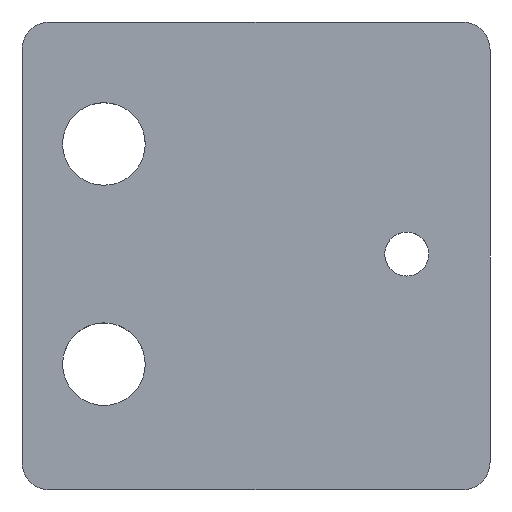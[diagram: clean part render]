
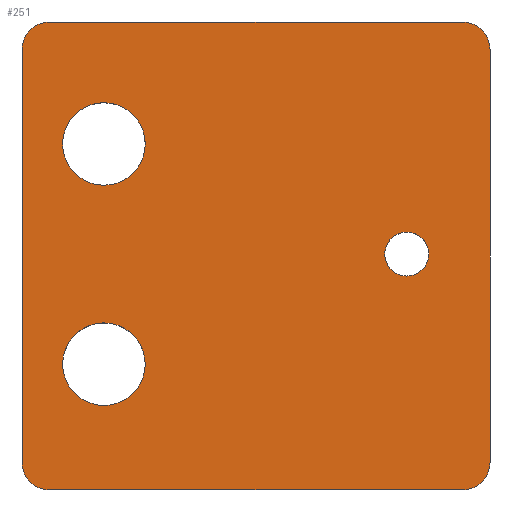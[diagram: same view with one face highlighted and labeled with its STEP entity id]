
A CAD part, top view. The second image highlights one B-rep face of the part: STEP entity #251.
In plain terms, the highlighted planar face has unit normal (0, 0, 1).
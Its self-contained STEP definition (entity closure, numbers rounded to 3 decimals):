
#18=FACE_BOUND('',#60,.T.);
#19=FACE_BOUND('',#61,.T.);
#20=FACE_BOUND('',#62,.T.);
#30=PLANE('',#298);
#43=FACE_OUTER_BOUND('',#59,.T.);
#59=EDGE_LOOP('',(#225,#226,#227,#228,#229,#230,#231,#232));
#60=EDGE_LOOP('',(#233));
#61=EDGE_LOOP('',(#234));
#62=EDGE_LOOP('',(#235));
#68=LINE('',#400,#87);
#73=LINE('',#413,#92);
#77=LINE('',#425,#96);
#81=LINE('',#437,#100);
#87=VECTOR('',#326,10.);
#92=VECTOR('',#339,10.);
#96=VECTOR('',#351,10.);
#100=VECTOR('',#363,10.);
#101=CIRCLE('',#273,3.);
#103=CIRCLE('',#276,1.6);
#105=CIRCLE('',#279,3.);
#108=CIRCLE('',#284,2.);
#110=CIRCLE('',#288,2.);
#112=CIRCLE('',#292,2.);
#114=CIRCLE('',#296,2.);
#115=VERTEX_POINT('',#376);
#117=VERTEX_POINT('',#382);
#119=VERTEX_POINT('',#388);
#123=VERTEX_POINT('',#397);
#124=VERTEX_POINT('',#399);
#126=VERTEX_POINT('',#405);
#128=VERTEX_POINT('',#411);
#130=VERTEX_POINT('',#417);
#132=VERTEX_POINT('',#423);
#134=VERTEX_POINT('',#429);
#136=VERTEX_POINT('',#435);
#137=EDGE_CURVE('',#115,#115,#101,.T.);
#140=EDGE_CURVE('',#117,#117,#103,.T.);
#143=EDGE_CURVE('',#119,#119,#105,.T.);
#148=EDGE_CURVE('',#124,#123,#68,.T.);
#152=EDGE_CURVE('',#123,#126,#108,.T.);
#155=EDGE_CURVE('',#126,#128,#73,.T.);
#158=EDGE_CURVE('',#128,#130,#110,.T.);
#161=EDGE_CURVE('',#130,#132,#77,.T.);
#164=EDGE_CURVE('',#132,#134,#112,.T.);
#167=EDGE_CURVE('',#134,#136,#81,.T.);
#169=EDGE_CURVE('',#136,#124,#114,.T.);
#225=ORIENTED_EDGE('',*,*,#148,.T.);
#226=ORIENTED_EDGE('',*,*,#152,.T.);
#227=ORIENTED_EDGE('',*,*,#155,.T.);
#228=ORIENTED_EDGE('',*,*,#158,.T.);
#229=ORIENTED_EDGE('',*,*,#161,.T.);
#230=ORIENTED_EDGE('',*,*,#164,.T.);
#231=ORIENTED_EDGE('',*,*,#167,.T.);
#232=ORIENTED_EDGE('',*,*,#169,.T.);
#233=ORIENTED_EDGE('',*,*,#137,.T.);
#234=ORIENTED_EDGE('',*,*,#140,.T.);
#235=ORIENTED_EDGE('',*,*,#143,.T.);
#251=ADVANCED_FACE('',(#43,#18,#19,#20),#30,.T.);
#273=AXIS2_PLACEMENT_3D('',#377,#303,#304);
#276=AXIS2_PLACEMENT_3D('',#383,#310,#311);
#279=AXIS2_PLACEMENT_3D('',#389,#317,#318);
#284=AXIS2_PLACEMENT_3D('',#407,#333,#334);
#288=AXIS2_PLACEMENT_3D('',#419,#345,#346);
#292=AXIS2_PLACEMENT_3D('',#431,#357,#358);
#296=AXIS2_PLACEMENT_3D('',#440,#368,#369);
#298=AXIS2_PLACEMENT_3D('',#442,#372,#373);
#303=DIRECTION('center_axis',(0.,0.,
-1.));
#304=DIRECTION('ref_axis',(-1.,0.,0.));
#310=DIRECTION('center_axis',(0.,0.,
-1.));
#311=DIRECTION('ref_axis',(-1.,0.,0.));
#317=DIRECTION('center_axis',(0.,0.,
-1.));
#318=DIRECTION('ref_axis',(-1.,0.,0.));
#326=DIRECTION('',(0.,-1.,0.));
#333=DIRECTION('center_axis',(0.,0.,
1.));
#334=DIRECTION('ref_axis',(-1.,0.,0.));
#339=DIRECTION('',(1.,0.,0.));
#345=DIRECTION('center_axis',(0.,0.,
1.));
#346=DIRECTION('ref_axis',(0.,-1.,0.));
#351=DIRECTION('',(0.,1.,0.));
#357=DIRECTION('center_axis',(0.,0.,
1.));
#358=DIRECTION('ref_axis',(1.,0.,0.));
#363=DIRECTION('',(-1.,0.,0.));
#368=DIRECTION('center_axis',(0.,0.,
1.));
#369=DIRECTION('ref_axis',(0.,1.,0.));
#372=DIRECTION('center_axis',(0.,0.,
1.));
#373=DIRECTION('ref_axis',(1.,0.,0.));
#376=CARTESIAN_POINT('',(-7.85,8.,4.9));
#377=CARTESIAN_POINT('Origin',(-10.85,8.,4.9));
#382=CARTESIAN_POINT('',(12.75,0.,4.9));
#383=CARTESIAN_POINT('Origin',(11.15,0.,4.9));
#388=CARTESIAN_POINT('',(-7.85,-8.,4.9));
#389=CARTESIAN_POINT('Origin',(-10.85,-8.,4.9));
#397=CARTESIAN_POINT('',(-16.8,-15.14,4.9));
#399=CARTESIAN_POINT('',(-16.8,14.86,4.9));
#400=CARTESIAN_POINT('',(-16.8,14.86,4.9));
#405=CARTESIAN_POINT('',(-14.8,-17.14,4.9));
#407=CARTESIAN_POINT('Origin',(-14.8,-15.14,4.9));
#411=CARTESIAN_POINT('',(15.2,-17.14,4.9));
#413=CARTESIAN_POINT('',(-14.8,-17.14,4.9));
#417=CARTESIAN_POINT('',(17.2,-15.14,4.9));
#419=CARTESIAN_POINT('Origin',(15.2,-15.14,4.9));
#423=CARTESIAN_POINT('',(17.2,14.86,4.9));
#425=CARTESIAN_POINT('',(17.2,-15.14,4.9));
#429=CARTESIAN_POINT('',(15.2,16.86,4.9));
#431=CARTESIAN_POINT('Origin',(15.2,14.86,4.9));
#435=CARTESIAN_POINT('',(-14.8,16.86,4.9));
#437=CARTESIAN_POINT('',(15.2,16.86,4.9));
#440=CARTESIAN_POINT('Origin',(-14.8,14.86,4.9));
#442=CARTESIAN_POINT('Origin',(0.2,-0.14,4.9));
